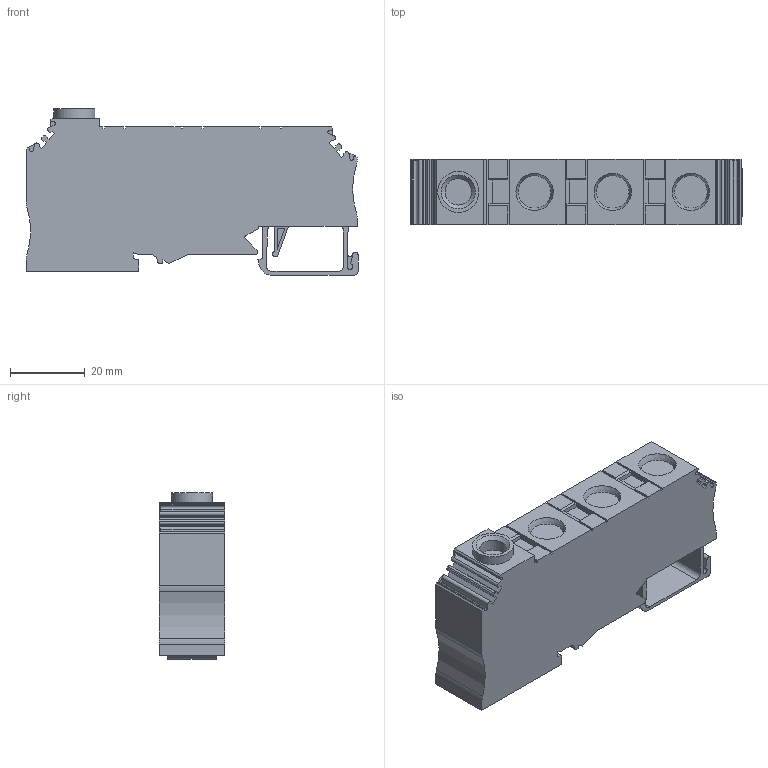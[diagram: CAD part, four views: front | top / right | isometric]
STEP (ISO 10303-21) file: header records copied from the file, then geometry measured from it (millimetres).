
FILE_DESCRIPTION(/* description */ ('Unknown'),/* implementation_level */ '2;1');
FILE_NAME(/* name */ 'DTB35-10-3D_SOLID',/* time_stamp */ '2024-11-13T14:52:09+05:00',/* author */ ('Unknown'),/* organization */ ('Unknown'),/* preprocessor_version */ 'ST-DEVELOPER v16.7',/* originating_system */ 'Solid Edge',/* authorisation */ 'Unknown');
FILE_SCHEMA (('AUTOMOTIVE_DESIGN {1 0 10303 214 3 1 1}'));
Length unit declared in the file: millimetre
Products named in the file (1): DTB35-10-STEP
Bounding box: 89 x 17.5 x 44.55 mm (x, y, z)
Volume: 51189.9 mm3; surface area: 12846.4 mm2
Topology: 1 solids, 1 shells, 209 faces, 588 edges, 388 vertices
Faces by surface type: plane 155, cylinder 50, cone 4
Full cylindrical faces by diameter (mm): 7.1 x1, 11 x1
Entity records: 6694 total; most frequent: CARTESIAN_POINT 1178, ORIENTED_EDGE 1162, DIRECTION 1114, EDGE_CURVE 581, LINE 468, VECTOR 468, VERTEX_POINT 387, AXIS2_PLACEMENT_3D 323
